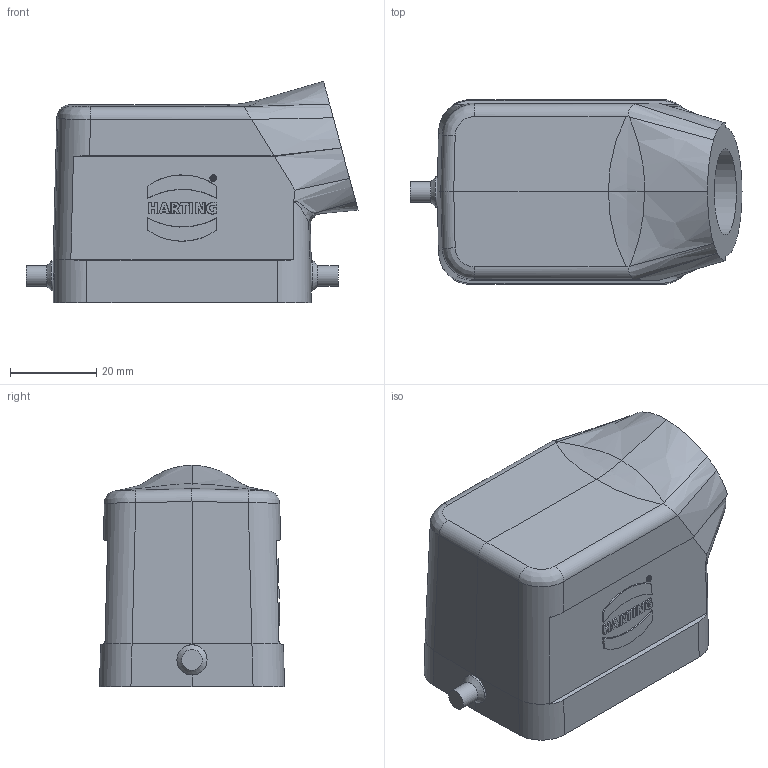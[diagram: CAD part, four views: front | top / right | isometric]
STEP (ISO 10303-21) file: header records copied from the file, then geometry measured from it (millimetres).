
FILE_DESCRIPTION(/* description */ (''),/* implementation_level */ '2;1');
FILE_NAME(/* name */ '100095488ugm000_g.stp',/* time_stamp */ '2019-11-08T07:11:20+01:00',/* author */ (''),/* organization */ (''),/* preprocessor_version */ 'ST-DEVELOPER v16.7',/* originating_system */ 'SIEMENS PLM Software NX 12.0',/* authorisation */ '');
FILE_SCHEMA (('AUTOMOTIVE_DESIGN { 1 0 10303 214 3 1 1 1 }'));
Length unit declared in the file: millimetre
Products named in the file (1): 100095488ugm000_g
Bounding box: 77.18 x 43 x 51.45 mm (x, y, z)
Volume: 38021.1 mm3; surface area: 22392.6 mm2
Topology: 1 solids, 1 shells, 205 faces, 529 edges, 347 vertices
Faces by surface type: plane 133, bspline 34, cylinder 32, cone 6
Full cylindrical faces by diameter (mm): 3 x4, 4 x2, 4.8 x2, 7 x2, 16 x1, 20 x1
Entity records: 8696 total; most frequent: CARTESIAN_POINT 2685, ORIENTED_EDGE 998, DIRECTION 801, EDGE_CURVE 499, VERTEX_POINT 339, LINE 319, VECTOR 319, EDGE_LOOP 246
